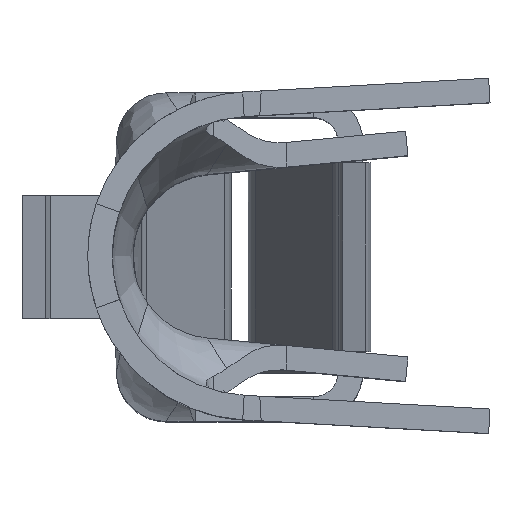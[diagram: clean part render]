
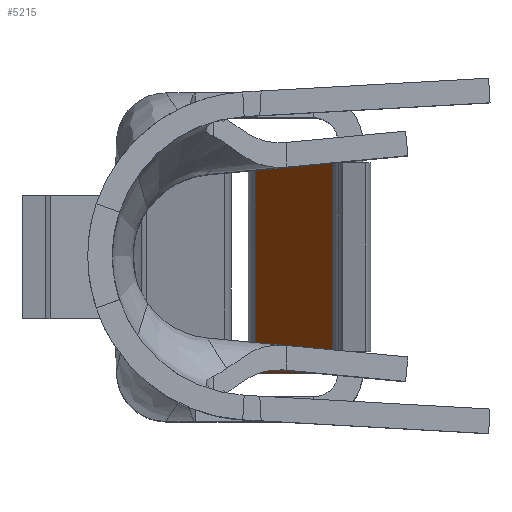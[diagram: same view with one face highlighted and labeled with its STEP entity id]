
A CAD part, top view. The second image highlights one B-rep face of the part: STEP entity #5215.
In plain terms, the highlighted planar face has unit normal (-0.935, 0, 0.355).
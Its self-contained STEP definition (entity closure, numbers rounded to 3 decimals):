
#5202=AXIS2_PLACEMENT_3D('Plane Axis2P3D',#5199,#5200,#5201) ;
#43=CARTESIAN_POINT('Vertex',(2.839,0.765,1.666)) ;
#93=CARTESIAN_POINT('Line Origine',(2.839,2.165,1.666)) ;
#97=CARTESIAN_POINT('Vertex',(2.839,3.565,1.666)) ;
#5161=CARTESIAN_POINT('Vertex',(3.786,3.565,4.162)) ;
#5164=CARTESIAN_POINT('Line Origine',(3.786,2.165,4.162)) ;
#5168=CARTESIAN_POINT('Vertex',(3.786,0.765,4.162)) ;
#5183=CARTESIAN_POINT('Line Origine',(3.312,3.565,2.914)) ;
#5199=CARTESIAN_POINT('Axis2P3D Location',(3.786,2.165,4.162)) ;
#5204=CARTESIAN_POINT('Line Origine',(3.312,0.765,2.914)) ;
#94=DIRECTION('Vector Direction',(0.,1.,0.)) ;
#5165=DIRECTION('Vector Direction',(0.,1.,0.)) ;
#5184=DIRECTION('Vector Direction',(-0.355,0.,-0.935)) ;
#5200=DIRECTION('Axis2P3D Direction',(0.935,0.,-0.355)) ;
#5201=DIRECTION('Axis2P3D XDirection',(-0.355,0.,-0.935)) ;
#5205=DIRECTION('Vector Direction',(-0.355,0.,-0.935)) ;
#95=VECTOR('Line Direction',#94,1.) ;
#5166=VECTOR('Line Direction',#5165,1.) ;
#5185=VECTOR('Line Direction',#5184,1.) ;
#5206=VECTOR('Line Direction',#5205,1.) ;
#5210=ORIENTED_EDGE('',*,*,#5170,.F.) ;
#5211=ORIENTED_EDGE('',*,*,#5187,.T.) ;
#5212=ORIENTED_EDGE('',*,*,#99,.F.) ;
#5213=ORIENTED_EDGE('',*,*,#5208,.F.) ;
#5215=ADVANCED_FACE('DFFC',(#5214),#5203,.F.) ;
#99=EDGE_CURVE('',#44,#98,#96,.T.) ;
#5170=EDGE_CURVE('',#5162,#5169,#5167,.F.) ;
#5187=EDGE_CURVE('',#5162,#98,#5186,.T.) ;
#5208=EDGE_CURVE('',#5169,#44,#5207,.T.) ;
#5209=EDGE_LOOP('',(#5210,#5211,#5212,#5213)) ;
#5214=FACE_OUTER_BOUND('',#5209,.T.) ;
#96=LINE('Line',#93,#95) ;
#5167=LINE('Line',#5164,#5166) ;
#5186=LINE('Line',#5183,#5185) ;
#5207=LINE('Line',#5204,#5206) ;
#5203=PLANE('',#5202) ;
#44=VERTEX_POINT('',#43) ;
#98=VERTEX_POINT('',#97) ;
#5162=VERTEX_POINT('',#5161) ;
#5169=VERTEX_POINT('',#5168) ;
